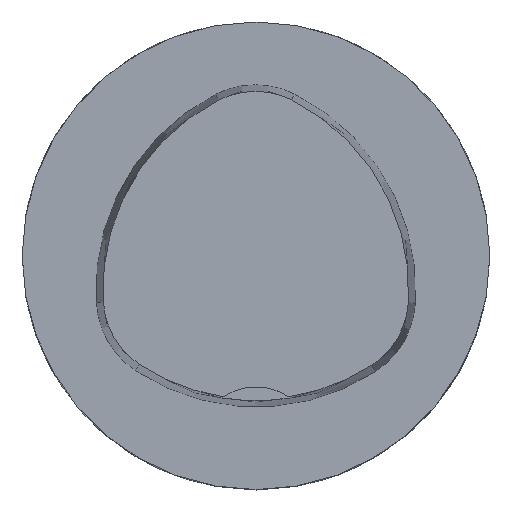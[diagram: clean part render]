
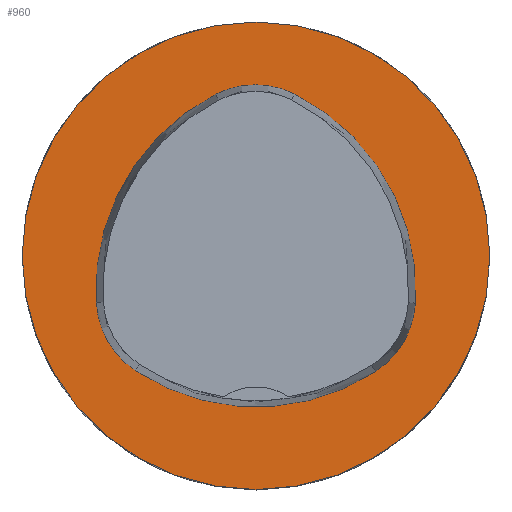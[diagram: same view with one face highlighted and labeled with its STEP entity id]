
A CAD part, top view. The second image highlights one B-rep face of the part: STEP entity #960.
In plain terms, the highlighted planar face has unit normal (0, 0, 1).
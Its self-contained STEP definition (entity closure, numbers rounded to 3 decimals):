
#634=PLANE('',#6633);
#960=ADVANCED_FACE('',(#1324,#1325),#634,.T.);
#1324=FACE_BOUND('',#1668,.T.);
#1325=FACE_BOUND('',#1669,.T.);
#1668=EDGE_LOOP('',(#3447,#3448,#3449,#3450,#3451,#3452));
#1669=EDGE_LOOP('',(#3453));
#3447=ORIENTED_EDGE('',*,*,#4994,.T.);
#3448=ORIENTED_EDGE('',*,*,#4974,.T.);
#3449=ORIENTED_EDGE('',*,*,#4978,.T.);
#3450=ORIENTED_EDGE('',*,*,#4981,.T.);
#3451=ORIENTED_EDGE('',*,*,#4984,.T.);
#3452=ORIENTED_EDGE('',*,*,#4992,.T.);
#3453=ORIENTED_EDGE('',*,*,#4965,.F.);
#4077=VERTEX_POINT('',#10850);
#4086=VERTEX_POINT('',#10869);
#4087=VERTEX_POINT('',#10870);
#4090=VERTEX_POINT('',#10878);
#4092=VERTEX_POINT('',#10884);
#4094=VERTEX_POINT('',#10890);
#4101=VERTEX_POINT('',#10911);
#4965=EDGE_CURVE('',#4077,#4077,#5140,.T.);
#4974=EDGE_CURVE('',#4086,#4087,#5141,.T.);
#4978=EDGE_CURVE('',#4087,#4090,#5143,.T.);
#4981=EDGE_CURVE('',#4090,#4092,#5145,.T.);
#4984=EDGE_CURVE('',#4092,#4094,#5147,.T.);
#4992=EDGE_CURVE('',#4094,#4101,#5151,.T.);
#4994=EDGE_CURVE('',#4101,#4086,#5153,.T.);
#5140=CIRCLE('',#6605,16.);
#5141=CIRCLE('',#6611,15.);
#5143=CIRCLE('',#6614,6.);
#5145=CIRCLE('',#6617,15.);
#5147=CIRCLE('',#6620,6.);
#5151=CIRCLE('',#6625,15.);
#5153=CIRCLE('',#6628,6.);
#6605=AXIS2_PLACEMENT_3D('',#10849,#8004,#8005);
#6611=AXIS2_PLACEMENT_3D('',#10868,#8020,#8021);
#6614=AXIS2_PLACEMENT_3D('',#10877,#8028,#8029);
#6617=AXIS2_PLACEMENT_3D('',#10883,#8035,#8036);
#6620=AXIS2_PLACEMENT_3D('',#10889,#8042,#8043);
#6625=AXIS2_PLACEMENT_3D('',#10912,#8054,#8055);
#6628=AXIS2_PLACEMENT_3D('',#10915,#8060,#8061);
#6633=AXIS2_PLACEMENT_3D('',#10920,#8070,#8071);
#8004=DIRECTION('',(0.,0.,-1.));
#8005=DIRECTION('',(-1.,0.,0.));
#8020=DIRECTION('',(0.,0.,-1.));
#8021=DIRECTION('',(-1.,0.,0.));
#8028=DIRECTION('',(0.,0.,-1.));
#8029=DIRECTION('',(-1.,0.,0.));
#8035=DIRECTION('',(0.,0.,-1.));
#8036=DIRECTION('',(-1.,0.,0.));
#8042=DIRECTION('',(0.,0.,-1.));
#8043=DIRECTION('',(-1.,0.,0.));
#8054=DIRECTION('',(0.,0.,-1.));
#8055=DIRECTION('',(-1.,0.,0.));
#8060=DIRECTION('',(0.,0.,-1.));
#8061=DIRECTION('',(-1.,0.,0.));
#8070=DIRECTION('',(0.,0.,1.));
#8071=DIRECTION('',(1.,0.,0.));
#10849=CARTESIAN_POINT('',(0.,0.,0.));
#10850=CARTESIAN_POINT('',(-16.,0.,0.));
#10868=CARTESIAN_POINT('',(4.048,-2.316,0.));
#10869=CARTESIAN_POINT('',(-10.926,-3.206,0.));
#10870=CARTESIAN_POINT('',(-2.774,11.043,0.));
#10877=CARTESIAN_POINT('',(-0.045,5.7,0.));
#10878=CARTESIAN_POINT('',(2.638,11.066,0.));
#10883=CARTESIAN_POINT('',(-4.07,-2.35,0.));
#10884=CARTESIAN_POINT('',(10.903,-3.249,0.));
#10889=CARTESIAN_POINT('',(4.914,-2.889,0.));
#10890=CARTESIAN_POINT('',(8.177,-7.924,0.));
#10911=CARTESIAN_POINT('',(-8.24,-7.859,0.));
#10912=CARTESIAN_POINT('',(0.019,4.663,0.));
#10915=CARTESIAN_POINT('',(-4.936,-2.85,0.));
#10920=CARTESIAN_POINT('',(0.,0.,0.));
